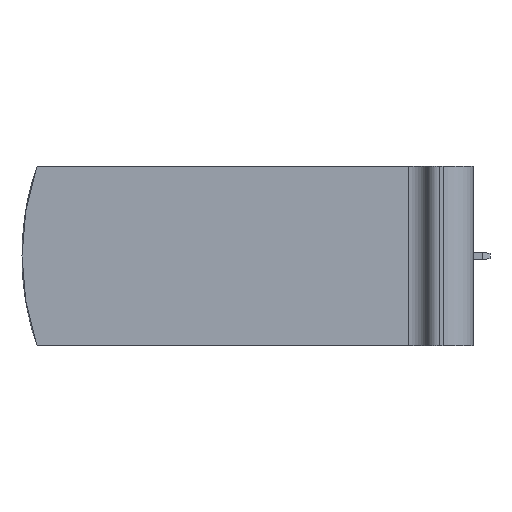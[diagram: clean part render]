
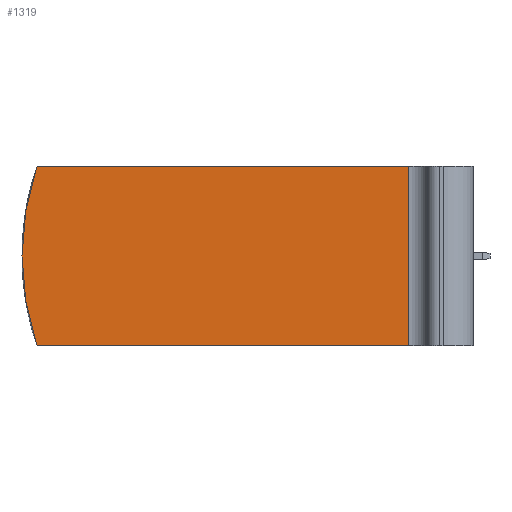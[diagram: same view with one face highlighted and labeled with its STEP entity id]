
A CAD part, left-side view. The second image highlights one B-rep face of the part: STEP entity #1319.
In plain terms, the highlighted planar face has unit normal (-1, 0, 0).
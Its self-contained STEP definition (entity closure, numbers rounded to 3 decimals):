
#48=PLANE('',#1437);
#170=LINE('',#2138,#302);
#180=LINE('',#2173,#312);
#181=LINE('',#2175,#313);
#302=VECTOR('',#1687,1000.);
#312=VECTOR('',#1715,1000.);
#313=VECTOR('',#1718,1000.);
#498=ORIENTED_EDGE('',*,*,#713,.F.);
#499=ORIENTED_EDGE('',*,*,#833,.F.);
#500=ORIENTED_EDGE('',*,*,#834,.F.);
#501=ORIENTED_EDGE('',*,*,#815,.F.);
#713=EDGE_CURVE('',#895,#896,#1018,.T.);
#815=EDGE_CURVE('',#896,#964,#170,.T.);
#833=EDGE_CURVE('',#979,#895,#180,.T.);
#834=EDGE_CURVE('',#964,#979,#181,.T.);
#895=VERTEX_POINT('',#1914);
#896=VERTEX_POINT('',#1916);
#964=VERTEX_POINT('',#2139);
#979=VERTEX_POINT('',#2172);
#1018=CIRCLE('',#1389,18.);
#1098=EDGE_LOOP('',(#498,#499,#500,#501));
#1200=FACE_BOUND('',#1098,.T.);
#1319=ADVANCED_FACE('',(#1200),#48,.F.);
#1389=AXIS2_PLACEMENT_3D('',#1915,#1523,#1524);
#1437=AXIS2_PLACEMENT_3D('',#2174,#1716,#1717);
#1523=DIRECTION('',(1.,0.,0.));
#1524=DIRECTION('',(0.,0.,-1.));
#1687=DIRECTION('',(0.,-1.,0.));
#1715=DIRECTION('',(0.,1.,0.));
#1716=DIRECTION('',(1.,0.,0.));
#1717=DIRECTION('',(0.,0.,-1.));
#1718=DIRECTION('',(0.,0.,-1.));
#1914=CARTESIAN_POINT('',(-66.5,22.923,-5.85));
#1915=CARTESIAN_POINT('',(-66.5,5.9,0.));
#1916=CARTESIAN_POINT('',(-66.5,22.923,5.85));
#2138=CARTESIAN_POINT('',(-66.5,22.923,5.85));
#2139=CARTESIAN_POINT('',(-66.5,-1.25,5.85));
#2172=CARTESIAN_POINT('',(-66.5,-1.25,-5.85));
#2173=CARTESIAN_POINT('',(-66.5,0.,-5.85));
#2174=CARTESIAN_POINT('',(-66.5,5.9,0.));
#2175=CARTESIAN_POINT('',(-66.5,-1.25,5.85));
